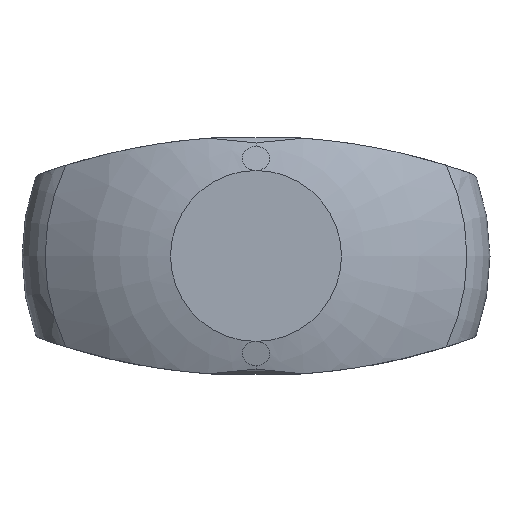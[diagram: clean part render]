
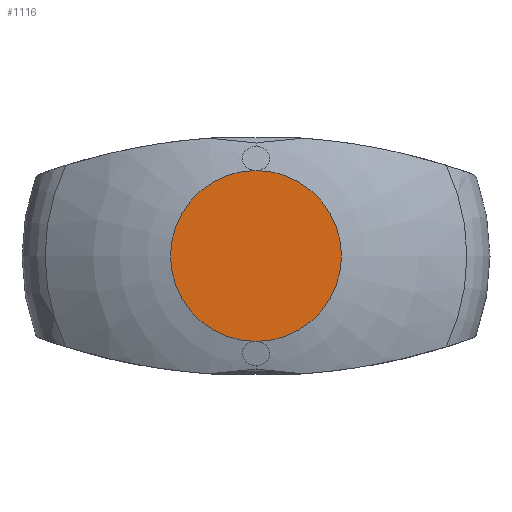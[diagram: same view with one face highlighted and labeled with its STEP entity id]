
A CAD part, top view. The second image highlights one B-rep face of the part: STEP entity #1116.
In plain terms, the highlighted planar face has unit normal (0, 0, 1).
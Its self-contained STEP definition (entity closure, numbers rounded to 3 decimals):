
#1028=EDGE_CURVE('',#1528,#1052,#2164,.T.);
#1052=VERTEX_POINT('',#2191);
#1116=ADVANCED_FACE('',(#2259),#2260,.T.);
#1528=VERTEX_POINT('',#2712);
#1532=EDGE_CURVE('',#1052,#1528,#2716,.T.);
#2164=CIRCLE('',#4685,8.95);
#2191=CARTESIAN_POINT('',(0.0,8.95,40.5));
#2259=FACE_OUTER_BOUND('',#4978,.T.);
#2260=PLANE('',#4979);
#2712=CARTESIAN_POINT('',(0.0,-8.95,40.5));
#2716=CIRCLE('',#6524,8.95);
#4685=AXIS2_PLACEMENT_3D('',#7236,#7237,#7238);
#4978=EDGE_LOOP('',(#7333,#7334));
#4979=AXIS2_PLACEMENT_3D('',#7335,#7336,#7337);
#6524=AXIS2_PLACEMENT_3D('',#7828,#7829,#7830);
#7236=CARTESIAN_POINT('',(0.0,0.,40.5));
#7237=DIRECTION('',(-0.0,0.,-1.0));
#7238=DIRECTION('',(-1.0,0.0,0.0));
#7333=ORIENTED_EDGE('',*,*,#1028,.F.);
#7334=ORIENTED_EDGE('',*,*,#1532,.F.);
#7335=CARTESIAN_POINT('',(-4.475,0.,40.5));
#7336=DIRECTION('',(0.,0.,1.0));
#7337=DIRECTION('',(1.0,0.,0.));
#7828=CARTESIAN_POINT('',(0.0,0.,40.5));
#7829=DIRECTION('',(-0.0,0.,-1.0));
#7830=DIRECTION('',(-1.0,0.0,0.0));
